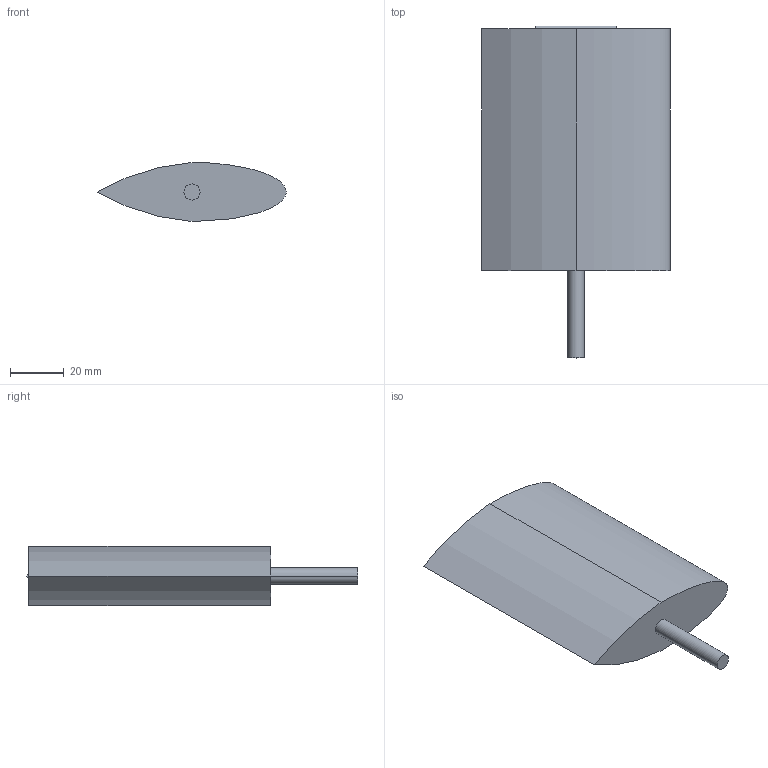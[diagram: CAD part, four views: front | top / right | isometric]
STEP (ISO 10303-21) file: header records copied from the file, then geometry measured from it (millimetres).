
FILE_DESCRIPTION((''),'2;1');
FILE_NAME('SYM_FLIPPER_LOWER','2023-06-28T12:27:45',('ad892'),(''),'CREO PARAMETRIC BY PTC INC, 2022073','CREO PARAMETRIC BY PTC INC, 2022073','');
FILE_SCHEMA(('CONFIG_CONTROL_DESIGN'));
Length unit declared in the file: millimetre
Products named in the file (1): SYM_FLIPPER_LOWER
Bounding box: 69.99 x 123.5 x 22 mm (x, y, z)
Volume: 99481.2 mm3; surface area: 16446.5 mm2
Topology: 1 solids, 1 shells, 12 faces, 24 edges, 16 vertices
Faces by surface type: plane 7, extrusion 3, cylinder 2
Entity records: 395 total; most frequent: CARTESIAN_POINT 106, ORIENTED_EDGE 48, DIRECTION 45, EDGE_CURVE 24, VECTOR 17, VERTEX_POINT 16, LINE 14, AXIS2_PLACEMENT_3D 14
